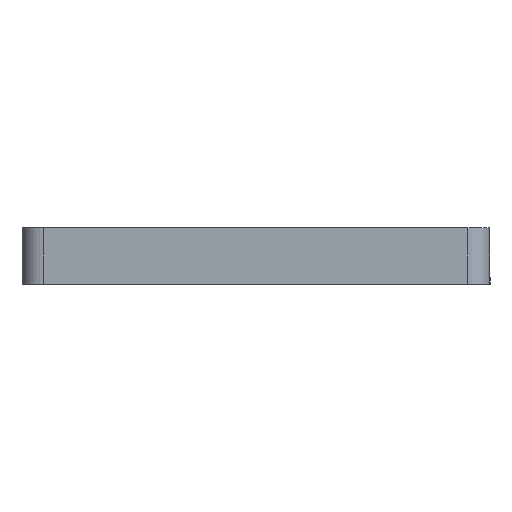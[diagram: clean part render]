
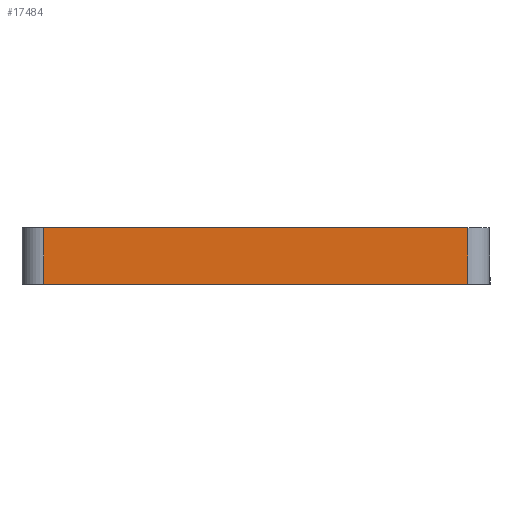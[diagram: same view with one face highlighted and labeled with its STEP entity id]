
A CAD part, left-side view. The second image highlights one B-rep face of the part: STEP entity #17484.
In plain terms, the highlighted planar face has unit normal (-1, 0, 0).
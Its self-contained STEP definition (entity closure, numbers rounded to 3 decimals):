
#1671=PLANE('',#18210);
#2365=FACE_OUTER_BOUND('',#3350,.T.);
#3350=EDGE_LOOP('',(#14328,#14329,#14330,#14331));
#4056=LINE('',#21592,#5646);
#4828=LINE('',#29198,#6418);
#4834=LINE('',#29213,#6424);
#4847=LINE('',#29268,#6437);
#5646=VECTOR('',#18663,10.);
#6418=VECTOR('',#19855,10.);
#6424=VECTOR('',#19871,10.);
#6437=VECTOR('',#19942,10.);
#7235=VERTEX_POINT('',#21589);
#7236=VERTEX_POINT('',#21591);
#8107=VERTEX_POINT('',#29196);
#8111=VERTEX_POINT('',#29212);
#9003=EDGE_CURVE('',#7235,#7236,#4056,.T.);
#10307=EDGE_CURVE('',#8107,#7235,#4828,.T.);
#10314=EDGE_CURVE('',#7236,#8111,#4834,.T.);
#10340=EDGE_CURVE('',#8107,#8111,#4847,.T.);
#14328=ORIENTED_EDGE('',*,*,#10307,.F.);
#14329=ORIENTED_EDGE('',*,*,#10340,.T.);
#14330=ORIENTED_EDGE('',*,*,#10314,.F.);
#14331=ORIENTED_EDGE('',*,*,#9003,.F.);
#17484=ADVANCED_FACE('',(#2365),#1671,.T.);
#18210=AXIS2_PLACEMENT_3D('',#29267,#19940,#19941);
#18663=DIRECTION('',(0.,-1.,0.));
#19855=DIRECTION('',(0.,0.,1.));
#19871=DIRECTION('',(0.,0.,-1.));
#19940=DIRECTION('center_axis',(-1.,0.,0.));
#19941=DIRECTION('ref_axis',(0.,-1.,0.));
#19942=DIRECTION('',(0.,-1.,0.));
#21589=CARTESIAN_POINT('',(-11.,91.725,13.));
#21591=CARTESIAN_POINT('',(-11.,-6.,13.));
#21592=CARTESIAN_POINT('',(-11.,96.725,13.));
#29196=CARTESIAN_POINT('',(-11.,91.725,0.));
#29198=CARTESIAN_POINT('',(-11.,91.725,0.));
#29212=CARTESIAN_POINT('',(-11.,-6.,0.));
#29213=CARTESIAN_POINT('',(-11.,-6.,0.));
#29267=CARTESIAN_POINT('Origin',(-11.,96.725,0.));
#29268=CARTESIAN_POINT('',(-11.,96.725,0.));
